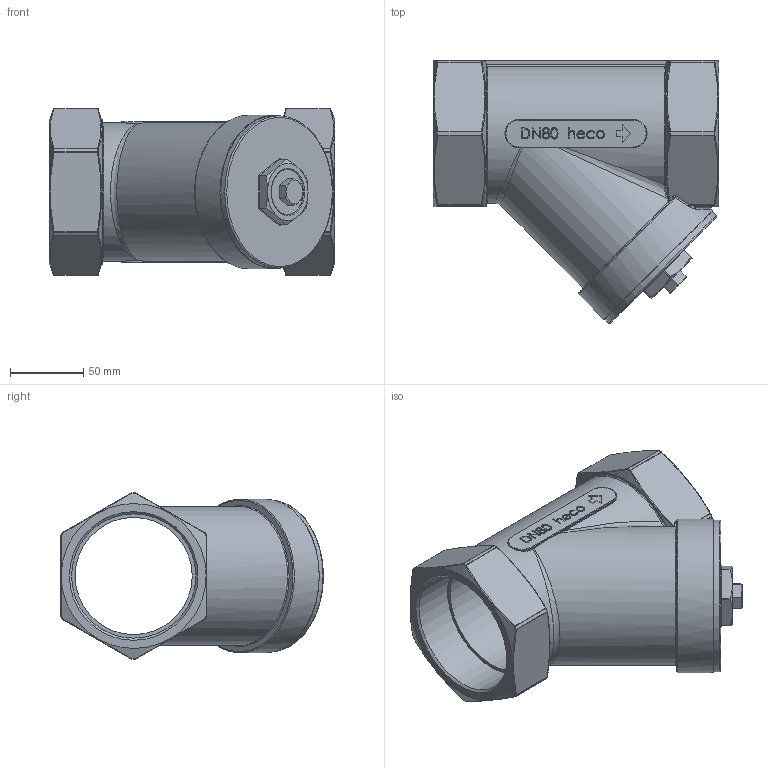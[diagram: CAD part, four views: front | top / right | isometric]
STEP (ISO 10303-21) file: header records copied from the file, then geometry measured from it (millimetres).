
FILE_DESCRIPTION (( 'STEP AP214' ), '1' );
FILE_NAME ('SF-300-000-4 Schmutzfänger 2301.STEP', '2023-01-24T10:08:21', ( '' ), ( '' ), 'SwSTEP 2.0', 'SolidWorks 2019', '' );
FILE_SCHEMA (( 'AUTOMOTIVE_DESIGN' ));
Length unit declared in the file: millimetre
Products named in the file (1): SF-300-000-4 Schmutzfänger 2301
Bounding box: 195 x 179.69 x 114 mm (x, y, z)
Volume: 1066213.6 mm3; surface area: 144439.2 mm2
Topology: 1 solids, 1 shells, 641 faces, 1575 edges, 968 vertices
Faces by surface type: bspline 259, plane 203, cylinder 76, sphere 44, torus 38, cone 21
Full cylindrical faces by diameter (mm): 31 x1, 80 x1, 84.926 x2, 104 x1, 105 x1
Entity records: 36008 total; most frequent: CARTESIAN_POINT 19650, ORIENTED_EDGE 3076, DIRECTION 2039, EDGE_CURVE 1538, VERTEX_POINT 962, EDGE_LOOP 706, AXIS2_PLACEMENT_3D 686, VECTOR 667
